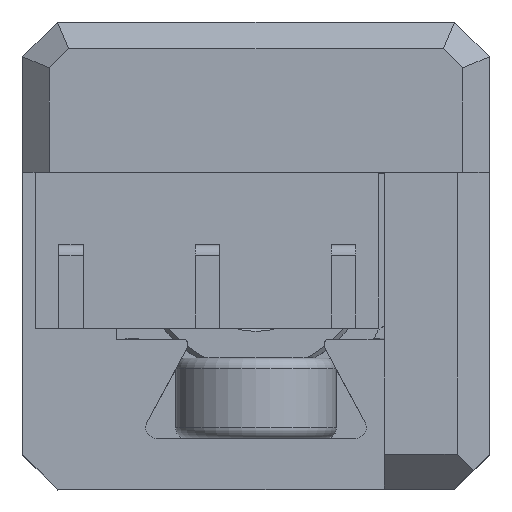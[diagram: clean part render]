
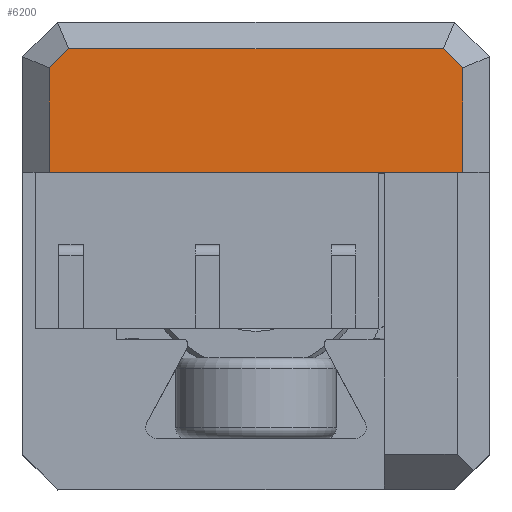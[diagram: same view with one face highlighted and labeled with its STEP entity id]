
A CAD part, top view. The second image highlights one B-rep face of the part: STEP entity #6200.
In plain terms, the highlighted face is planar.
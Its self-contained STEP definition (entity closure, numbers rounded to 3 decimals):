
#925=FACE_OUTER_BOUND('',#1286,.T.);
#1286=EDGE_LOOP('',(#4916,#4917,#4918,#4919,#4920,#4921));
#1713=LINE('',#11496,#2192);
#1717=LINE('',#11504,#2196);
#1720=LINE('',#11510,#2199);
#1723=LINE('',#11516,#2202);
#1728=LINE('',#11525,#2207);
#1734=LINE('',#11537,#2213);
#2192=VECTOR('',#8128,10.);
#2196=VECTOR('',#8134,10.);
#2199=VECTOR('',#8139,10.);
#2202=VECTOR('',#8144,10.);
#2207=VECTOR('',#8151,10.);
#2213=VECTOR('',#8161,10.);
#2727=VERTEX_POINT('',#11494);
#2728=VERTEX_POINT('',#11495);
#2731=VERTEX_POINT('',#11503);
#2733=VERTEX_POINT('',#11509);
#2735=VERTEX_POINT('',#11515);
#2738=VERTEX_POINT('',#11523);
#3503=EDGE_CURVE('',#2727,#2728,#1713,.T.);
#3507=EDGE_CURVE('',#2728,#2731,#1717,.T.);
#3510=EDGE_CURVE('',#2731,#2733,#1720,.T.);
#3513=EDGE_CURVE('',#2733,#2735,#1723,.T.);
#3518=EDGE_CURVE('',#2738,#2727,#1728,.T.);
#3524=EDGE_CURVE('',#2738,#2735,#1734,.T.);
#4916=ORIENTED_EDGE('',*,*,#3513,.F.);
#4917=ORIENTED_EDGE('',*,*,#3510,.F.);
#4918=ORIENTED_EDGE('',*,*,#3507,.F.);
#4919=ORIENTED_EDGE('',*,*,#3503,.F.);
#4920=ORIENTED_EDGE('',*,*,#3518,.F.);
#4921=ORIENTED_EDGE('',*,*,#3524,.T.);
#5954=PLANE('',#6789);
#6200=ADVANCED_FACE('',(#925),#5954,.T.);
#6789=AXIS2_PLACEMENT_3D('',#11536,#8159,#8160);
#8128=DIRECTION('',(0.707,0.,0.707));
#8134=DIRECTION('',(1.,0.,0.));
#8139=DIRECTION('',(0.707,0.,-0.707));
#8144=DIRECTION('',(0.,0.,-1.));
#8151=DIRECTION('',(0.,0.,1.));
#8159=DIRECTION('center_axis',(0.,-1.,0.));
#8160=DIRECTION('ref_axis',(0.,0.,
-1.));
#8161=DIRECTION('',(1.,0.,0.));
#11494=CARTESIAN_POINT('',(-19.7,-13.35,6.986));
#11495=CARTESIAN_POINT('',(-18.986,-13.35,7.7));
#11496=CARTESIAN_POINT('',(-17.543,-13.35,9.143));
#11503=CARTESIAN_POINT('',(-5.014,-13.35,7.7));
#11504=CARTESIAN_POINT('',(-7.65,-13.35,7.7));
#11509=CARTESIAN_POINT('',(-4.3,-13.35,6.986));
#11510=CARTESIAN_POINT('',(-5.807,-13.35,8.493));
#11515=CARTESIAN_POINT('',(-4.3,-13.35,3.1));
#11516=CARTESIAN_POINT('',(-4.3,-13.35,4.5));
#11523=CARTESIAN_POINT('',(-19.7,-13.35,3.1));
#11525=CARTESIAN_POINT('',(-19.7,-13.35,7.3));
#11536=CARTESIAN_POINT('Origin',(-12.,-13.35,5.9));
#11537=CARTESIAN_POINT('',(-9.634,-13.35,3.1));
